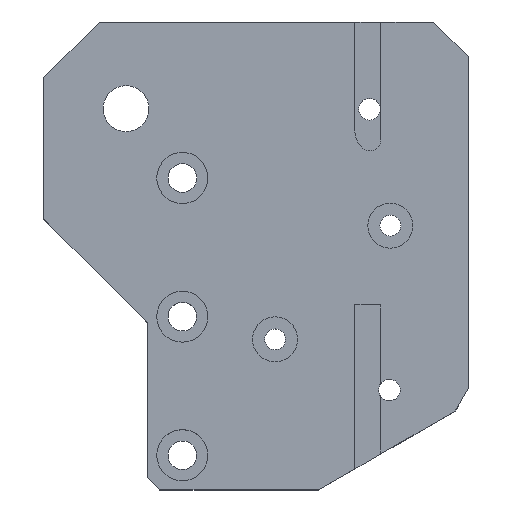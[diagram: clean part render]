
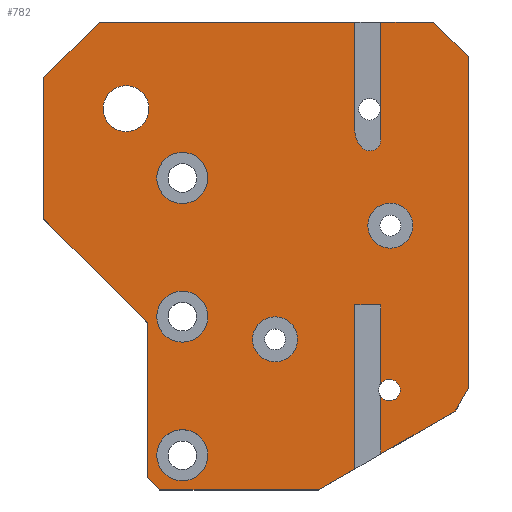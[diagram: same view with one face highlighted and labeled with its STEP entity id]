
A CAD part, top view. The second image highlights one B-rep face of the part: STEP entity #782.
In plain terms, the highlighted planar face has unit normal (0, 0, 1).
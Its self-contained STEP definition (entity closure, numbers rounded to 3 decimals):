
#44=FACE_BOUND('',#157,.T.);
#45=FACE_BOUND('',#158,.T.);
#46=FACE_BOUND('',#159,.T.);
#47=FACE_BOUND('',#160,.T.);
#48=FACE_BOUND('',#161,.T.);
#49=FACE_BOUND('',#162,.T.);
#66=CIRCLE('',#841,1.25);
#69=CIRCLE('',#847,2.65);
#70=CIRCLE('',#854,1.25);
#72=CIRCLE('',#856,1.25);
#73=CIRCLE('',#858,2.95);
#74=CIRCLE('',#859,2.6);
#75=CIRCLE('',#860,2.6);
#76=CIRCLE('',#861,2.95);
#77=CIRCLE('',#862,2.95);
#78=CIRCLE('',#863,2.65);
#104=FACE_OUTER_BOUND('',#156,.T.);
#156=EDGE_LOOP('',(#610,#611,#612,#613,#614,#615,#616,#617,#618,#619,#620,
#621,#622,#623,#624,#625,#626,#627,#628,#629,#630,#631,#632));
#157=EDGE_LOOP('',(#633));
#158=EDGE_LOOP('',(#634));
#159=EDGE_LOOP('',(#635));
#160=EDGE_LOOP('',(#636));
#161=EDGE_LOOP('',(#637));
#162=EDGE_LOOP('',(#638));
#208=LINE('',#1182,#282);
#213=LINE('',#1192,#287);
#216=LINE('',#1197,#290);
#223=LINE('',#1220,#297);
#225=LINE('',#1226,#299);
#226=LINE('',#1230,#300);
#229=LINE('',#1235,#303);
#235=LINE('',#1246,#309);
#238=LINE('',#1252,#312);
#239=LINE('',#1254,#313);
#243=LINE('',#1269,#317);
#244=LINE('',#1270,#318);
#245=LINE('',#1271,#319);
#246=LINE('',#1273,#320);
#247=LINE('',#1275,#321);
#248=LINE('',#1276,#322);
#249=LINE('',#1277,#323);
#250=LINE('',#1279,#324);
#251=LINE('',#1280,#325);
#282=VECTOR('',#939,10.);
#287=VECTOR('',#946,10.);
#290=VECTOR('',#949,10.);
#297=VECTOR('',#974,10.);
#299=VECTOR('',#982,10.);
#300=VECTOR('',#985,10.);
#303=VECTOR('',#988,10.);
#309=VECTOR('',#996,10.);
#312=VECTOR('',#1001,10.);
#313=VECTOR('',#1004,10.);
#317=VECTOR('',#1018,10.);
#318=VECTOR('',#1019,10.);
#319=VECTOR('',#1020,10.);
#320=VECTOR('',#1021,10.);
#321=VECTOR('',#1022,10.);
#322=VECTOR('',#1023,10.);
#323=VECTOR('',#1024,10.);
#324=VECTOR('',#1025,10.);
#325=VECTOR('',#1026,10.);
#364=VERTEX_POINT('',#1180);
#365=VERTEX_POINT('',#1181);
#368=VERTEX_POINT('',#1189);
#369=VERTEX_POINT('',#1191);
#370=VERTEX_POINT('',#1194);
#371=VERTEX_POINT('',#1196);
#375=VERTEX_POINT('',#1207);
#376=VERTEX_POINT('',#1209);
#379=VERTEX_POINT('',#1222);
#380=VERTEX_POINT('',#1228);
#381=VERTEX_POINT('',#1229);
#382=VERTEX_POINT('',#1232);
#383=VERTEX_POINT('',#1234);
#387=VERTEX_POINT('',#1244);
#388=VERTEX_POINT('',#1248);
#389=VERTEX_POINT('',#1250);
#390=VERTEX_POINT('',#1256);
#391=VERTEX_POINT('',#1258);
#394=VERTEX_POINT('',#1264);
#395=VERTEX_POINT('',#1268);
#396=VERTEX_POINT('',#1272);
#397=VERTEX_POINT('',#1274);
#398=VERTEX_POINT('',#1278);
#399=VERTEX_POINT('',#1281);
#400=VERTEX_POINT('',#1283);
#401=VERTEX_POINT('',#1285);
#402=VERTEX_POINT('',#1287);
#403=VERTEX_POINT('',#1289);
#404=VERTEX_POINT('',#1291);
#436=EDGE_CURVE('',#364,#365,#208,.F.);
#441=EDGE_CURVE('',#369,#368,#213,.T.);
#444=EDGE_CURVE('',#371,#370,#216,.T.);
#450=EDGE_CURVE('',#375,#376,#66,.F.);
#456=EDGE_CURVE('',#368,#376,#223,.T.);
#458=EDGE_CURVE('',#379,#375,#69,.F.);
#459=EDGE_CURVE('',#371,#379,#225,.T.);
#460=EDGE_CURVE('',#380,#381,#226,.T.);
#463=EDGE_CURVE('',#383,#382,#229,.T.);
#469=EDGE_CURVE('',#387,#380,#235,.T.);
#472=EDGE_CURVE('',#388,#389,#238,.T.);
#473=EDGE_CURVE('',#365,#388,#239,.T.);
#475=EDGE_CURVE('',#391,#390,#70,.T.);
#479=EDGE_CURVE('',#390,#394,#72,.T.);
#480=EDGE_CURVE('',#395,#387,#243,.T.);
#481=EDGE_CURVE('',#395,#391,#244,.T.);
#482=EDGE_CURVE('',#394,#383,#245,.T.);
#483=EDGE_CURVE('',#382,#396,#246,.T.);
#484=EDGE_CURVE('',#396,#397,#247,.F.);
#485=EDGE_CURVE('',#397,#369,#248,.T.);
#486=EDGE_CURVE('',#370,#364,#249,.T.);
#487=EDGE_CURVE('',#398,#389,#250,.T.);
#488=EDGE_CURVE('',#398,#381,#251,.T.);
#489=EDGE_CURVE('',#399,#399,#73,.T.);
#490=EDGE_CURVE('',#400,#400,#74,.T.);
#491=EDGE_CURVE('',#401,#401,#75,.T.);
#492=EDGE_CURVE('',#402,#402,#76,.T.);
#493=EDGE_CURVE('',#403,#403,#77,.T.);
#494=EDGE_CURVE('',#404,#404,#78,.T.);
#610=ORIENTED_EDGE('',*,*,#469,.F.);
#611=ORIENTED_EDGE('',*,*,#480,.F.);
#612=ORIENTED_EDGE('',*,*,#481,.T.);
#613=ORIENTED_EDGE('',*,*,#475,.T.);
#614=ORIENTED_EDGE('',*,*,#479,.T.);
#615=ORIENTED_EDGE('',*,*,#482,.T.);
#616=ORIENTED_EDGE('',*,*,#463,.T.);
#617=ORIENTED_EDGE('',*,*,#483,.T.);
#618=ORIENTED_EDGE('',*,*,#484,.T.);
#619=ORIENTED_EDGE('',*,*,#485,.T.);
#620=ORIENTED_EDGE('',*,*,#441,.T.);
#621=ORIENTED_EDGE('',*,*,#456,.T.);
#622=ORIENTED_EDGE('',*,*,#450,.F.);
#623=ORIENTED_EDGE('',*,*,#458,.F.);
#624=ORIENTED_EDGE('',*,*,#459,.F.);
#625=ORIENTED_EDGE('',*,*,#444,.T.);
#626=ORIENTED_EDGE('',*,*,#486,.T.);
#627=ORIENTED_EDGE('',*,*,#436,.T.);
#628=ORIENTED_EDGE('',*,*,#473,.T.);
#629=ORIENTED_EDGE('',*,*,#472,.T.);
#630=ORIENTED_EDGE('',*,*,#487,.F.);
#631=ORIENTED_EDGE('',*,*,#488,.T.);
#632=ORIENTED_EDGE('',*,*,#460,.F.);
#633=ORIENTED_EDGE('',*,*,#489,.T.);
#634=ORIENTED_EDGE('',*,*,#490,.T.);
#635=ORIENTED_EDGE('',*,*,#491,.T.);
#636=ORIENTED_EDGE('',*,*,#492,.T.);
#637=ORIENTED_EDGE('',*,*,#493,.T.);
#638=ORIENTED_EDGE('',*,*,#494,.T.);
#751=PLANE('',#857);
#782=ADVANCED_FACE('',(#104,#44,#45,#46,#47,#48,#49),#751,.T.);
#841=AXIS2_PLACEMENT_3D('',#1210,#961,#962);
#847=AXIS2_PLACEMENT_3D('',#1224,#978,#979);
#854=AXIS2_PLACEMENT_3D('',#1259,#1008,#1009);
#856=AXIS2_PLACEMENT_3D('',#1266,#1014,#1015);
#857=AXIS2_PLACEMENT_3D('',#1267,#1016,#1017);
#858=AXIS2_PLACEMENT_3D('',#1282,#1027,#1028);
#859=AXIS2_PLACEMENT_3D('',#1284,#1029,#1030);
#860=AXIS2_PLACEMENT_3D('',#1286,#1031,#1032);
#861=AXIS2_PLACEMENT_3D('',#1288,#1033,#1034);
#862=AXIS2_PLACEMENT_3D('',#1290,#1035,#1036);
#863=AXIS2_PLACEMENT_3D('',#1292,#1037,#1038);
#939=DIRECTION('',(0.,1.,0.));
#946=DIRECTION('',(-1.,0.,0.));
#949=DIRECTION('',(-1.,0.,0.));
#961=DIRECTION('center_axis',(0.,0.,-1.));
#962=DIRECTION('ref_axis',(-1.,0.,0.));
#974=DIRECTION('',(0.,-1.,0.));
#978=DIRECTION('center_axis',(0.,0.,-1.));
#979=DIRECTION('ref_axis',(-0.659,-0.752,0.));
#982=DIRECTION('',(0.,-1.,0.));
#985=DIRECTION('',(-0.866,-0.5,0.));
#988=DIRECTION('',(0.866,0.5,0.));
#996=DIRECTION('',(0.,-1.,0.));
#1001=DIRECTION('',(0.,-1.,0.));
#1004=DIRECTION('',(0.707,-0.707,0.));
#1008=DIRECTION('center_axis',(0.,0.,-1.));
#1009=DIRECTION('ref_axis',(-1.,0.,0.));
#1014=DIRECTION('center_axis',(0.,0.,-1.));
#1015=DIRECTION('ref_axis',(-1.,0.,0.));
#1016=DIRECTION('center_axis',(0.,0.,1.));
#1017=DIRECTION('ref_axis',(-1.,0.,0.));
#1018=DIRECTION('',(-1.,0.,0.));
#1019=DIRECTION('',(0.,-1.,0.));
#1020=DIRECTION('',(0.,-1.,0.));
#1021=DIRECTION('',(0.5,0.866,0.));
#1022=DIRECTION('',(0.,-1.,0.));
#1023=DIRECTION('',(-0.707,0.707,0.));
#1024=DIRECTION('',(-0.707,-0.707,0.));
#1025=DIRECTION('',(-0.707,0.707,0.));
#1026=DIRECTION('',(1.,0.,0.));
#1027=DIRECTION('center_axis',(0.,0.,-1.));
#1028=DIRECTION('ref_axis',(-1.,0.,0.));
#1029=DIRECTION('center_axis',(0.,0.,-1.));
#1030=DIRECTION('ref_axis',(-1.,0.,0.));
#1031=DIRECTION('center_axis',(0.,0.,-1.));
#1032=DIRECTION('ref_axis',(-1.,0.,0.));
#1033=DIRECTION('center_axis',(0.,0.,-1.));
#1034=DIRECTION('ref_axis',(-1.,0.,0.));
#1035=DIRECTION('center_axis',(0.,0.,-1.));
#1036=DIRECTION('ref_axis',(-1.,0.,0.));
#1037=DIRECTION('center_axis',(0.,0.,-1.));
#1038=DIRECTION('ref_axis',(1.,0.,0.));
#1180=CARTESIAN_POINT('',(-12.974,58.586,6.6));
#1181=CARTESIAN_POINT('',(-12.974,42.271,6.6));
#1182=CARTESIAN_POINT('',(-12.974,40.25,6.6));
#1189=CARTESIAN_POINT('',(25.926,65.,6.6));
#1191=CARTESIAN_POINT('',(32.026,65.,6.6));
#1192=CARTESIAN_POINT('',(18.976,65.,6.6));
#1194=CARTESIAN_POINT('',(-6.56,65.,6.6));
#1196=CARTESIAN_POINT('',(22.926,65.,6.6));
#1197=CARTESIAN_POINT('',(0.276,65.,6.6));
#1207=CARTESIAN_POINT('',(23.872,50.425,6.6));
#1209=CARTESIAN_POINT('',(25.926,51.382,6.6));
#1210=CARTESIAN_POINT('Origin',(24.676,51.382,6.6));
#1220=CARTESIAN_POINT('',(25.926,65.,6.6));
#1222=CARTESIAN_POINT('',(22.926,52.454,6.6));
#1224=CARTESIAN_POINT('Origin',(25.576,52.454,6.6));
#1226=CARTESIAN_POINT('',(22.926,65.,6.6));
#1228=CARTESIAN_POINT('',(22.926,13.406,6.6));
#1229=CARTESIAN_POINT('',(18.758,11.,6.6));
#1230=CARTESIAN_POINT('',(26.105,15.242,6.6));
#1232=CARTESIAN_POINT('',(34.526,20.104,6.6));
#1234=CARTESIAN_POINT('',(25.926,15.138,6.6));
#1235=CARTESIAN_POINT('',(37.271,21.689,6.6));
#1244=CARTESIAN_POINT('',(22.926,32.34,6.6));
#1246=CARTESIAN_POINT('',(22.926,65.,6.6));
#1248=CARTESIAN_POINT('',(-0.974,30.271,6.6));
#1250=CARTESIAN_POINT('',(-0.974,12.4,6.6));
#1252=CARTESIAN_POINT('',(-0.974,32.365,6.6));
#1254=CARTESIAN_POINT('',(-17.349,46.646,6.6));
#1256=CARTESIAN_POINT('',(28.17,22.526,6.6));
#1258=CARTESIAN_POINT('',(25.926,23.284,6.6));
#1259=CARTESIAN_POINT('Origin',(26.92,22.526,6.6));
#1264=CARTESIAN_POINT('',(25.926,21.769,6.6));
#1266=CARTESIAN_POINT('Origin',(26.92,22.526,6.6));
#1267=CARTESIAN_POINT('Origin',(12.026,37.5,6.6));
#1268=CARTESIAN_POINT('',(25.926,32.34,6.6));
#1269=CARTESIAN_POINT('',(12.879,32.34,6.6));
#1270=CARTESIAN_POINT('',(25.926,65.,6.6));
#1271=CARTESIAN_POINT('',(25.926,65.,6.6));
#1272=CARTESIAN_POINT('',(36.026,22.702,6.6));
#1273=CARTESIAN_POINT('',(35.48,21.756,6.6));
#1274=CARTESIAN_POINT('',(36.026,61.,6.6));
#1275=CARTESIAN_POINT('',(36.026,42.282,6.6));
#1276=CARTESIAN_POINT('',(36.401,60.625,6.6));
#1277=CARTESIAN_POINT('',(-9.142,62.418,6.6));
#1278=CARTESIAN_POINT('',(0.426,11.,6.6));
#1279=CARTESIAN_POINT('',(-3.999,15.425,6.6));
#1280=CARTESIAN_POINT('',(12.026,11.,6.6));
#1281=CARTESIAN_POINT('',(5.976,47.001,6.6));
#1282=CARTESIAN_POINT('Origin',(3.026,47.001,6.6));
#1283=CARTESIAN_POINT('',(16.333,28.38,6.6));
#1284=CARTESIAN_POINT('Origin',(13.733,28.38,6.6));
#1285=CARTESIAN_POINT('',(29.626,41.5,6.6));
#1286=CARTESIAN_POINT('Origin',(27.026,41.5,6.6));
#1287=CARTESIAN_POINT('',(5.976,31.,6.6));
#1288=CARTESIAN_POINT('Origin',(3.026,31.,6.6));
#1289=CARTESIAN_POINT('',(5.976,14.999,6.6));
#1290=CARTESIAN_POINT('Origin',(3.026,14.999,6.6));
#1291=CARTESIAN_POINT('',(-6.124,55.,6.6));
#1292=CARTESIAN_POINT('Origin',(-3.474,55.,6.6));
